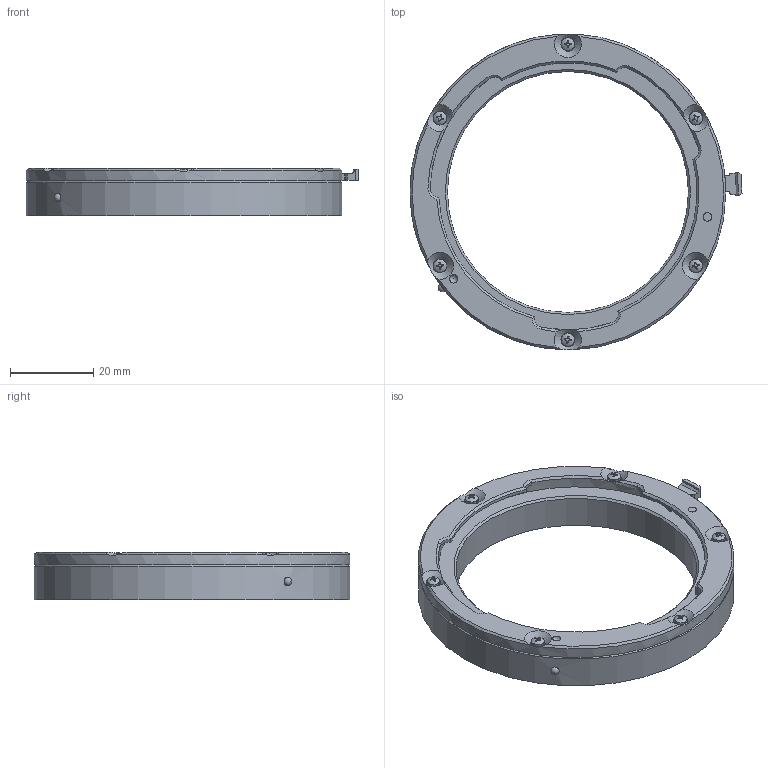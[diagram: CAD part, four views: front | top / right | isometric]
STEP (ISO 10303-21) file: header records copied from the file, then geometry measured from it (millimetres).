
FILE_DESCRIPTION(/* description */ (''),/* implementation_level */ '2;1');
FILE_NAME(/* name */ 'mountBodyBase_M645_assembly',/* time_stamp */ '2023-12-06T13:23:29-05:00',/* author */ ('George Moua'),/* organization */ ('Archive 663'),/* preprocessor_version */ 'ST-DEVELOPER v16.7',/* originating_system */ 'Solid Edge',/* authorisation */ 'Unknown');
FILE_SCHEMA (('AUTOMOTIVE_DESIGN {1 0 10303 214 3 1 1}'));
Length unit declared in the file: millimetre
Products named in the file (6): mountLensBase; mountLensBase_M645_oa_0; mountBodyBase_flange_M645; mountBodyBase_lock_M645; M1.6_panHead_5mm; mountBodyBase_body_M645
Assembly tree (10 placements, depth 3):
  mountLensBase
    mountLensBase_M645_oa_0
      mountBodyBase_flange_M645
      mountBodyBase_lock_M645
      M1.6_panHead_5mm  x6
      mountBodyBase_body_M645
Bounding box: 79.9 x 76 x 11.35 mm (x, y, z)
Volume: 19172.1 mm3; surface area: 11821.9 mm2
Topology: 9 solids, 9 shells, 468 faces, 1608 edges, 1174 vertices
Faces by surface type: cylinder 173, plane 155, cone 78, bspline 36, torus 18, sphere 8
Full cylindrical faces by diameter (mm): 1.4 x6, 1.8 x6, 2.05 x1, 2.1 x1, 58 x1, 76 x2
Entity records: 7206 total; most frequent: CARTESIAN_POINT 2614, ORIENTED_EDGE 952, DIRECTION 898, EDGE_CURVE 476, AXIS2_PLACEMENT_3D 385, VERTEX_POINT 350, EDGE_LOOP 238, FACE_BOUND 238
